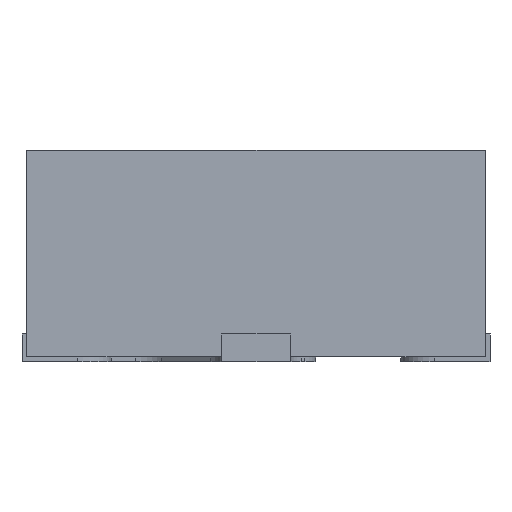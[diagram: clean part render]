
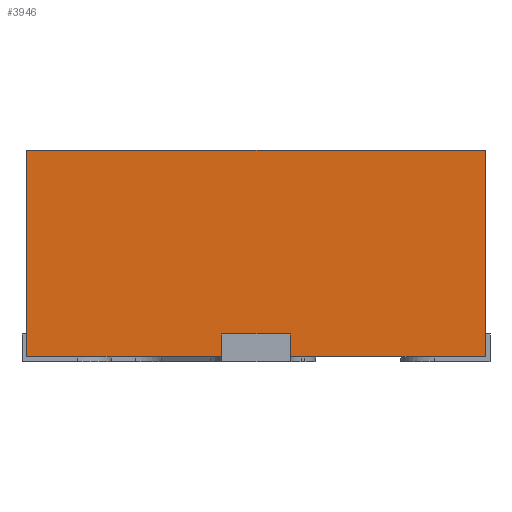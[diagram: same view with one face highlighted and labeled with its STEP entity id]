
A CAD part, front view. The second image highlights one B-rep face of the part: STEP entity #3946.
In plain terms, the highlighted planar face has unit normal (0, -1, 0).
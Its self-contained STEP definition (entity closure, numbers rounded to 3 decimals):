
#56 = LINE ( 'NONE', #2753, #796 ) ;
#154 = CARTESIAN_POINT ( 'NONE',  ( -0.075, -0.5, 0. ) ) ;
#243 = VERTEX_POINT ( 'NONE', #3376 ) ;
#248 = ORIENTED_EDGE ( 'NONE', *, *, #3629, .T. ) ;
#317 = ORIENTED_EDGE ( 'NONE', *, *, #1347, .T. ) ;
#337 = LINE ( 'NONE', #1452, #3423 ) ;
#367 = EDGE_CURVE ( 'NONE', #3016, #2414, #1021, .T. ) ;
#369 = VECTOR ( 'NONE', #1086, 1000. ) ;
#389 = DIRECTION ( 'NONE',  ( 1., 0., 0. ) ) ;
#411 = DIRECTION ( 'NONE',  ( 1., 0., 0. ) ) ;
#491 = CARTESIAN_POINT ( 'NONE',  ( -0.5, -0.5, 0. ) ) ;
#498 = VECTOR ( 'NONE', #1958, 1000. ) ;
#507 = DIRECTION ( 'NONE',  ( 0., 0., -1. ) ) ;
#628 = PLANE ( 'NONE',  #747 ) ;
#719 = LINE ( 'NONE', #1340, #2595 ) ;
#747 = AXIS2_PLACEMENT_3D ( 'NONE', #3451, #3430, #1234 ) ;
#796 = VECTOR ( 'NONE', #2732, 1000. ) ;
#865 = ORIENTED_EDGE ( 'NONE', *, *, #3748, .F. ) ;
#884 = VERTEX_POINT ( 'NONE', #2656 ) ;
#1015 = VECTOR ( 'NONE', #389, 1000. ) ;
#1021 = LINE ( 'NONE', #2853, #498 ) ;
#1051 = LINE ( 'NONE', #491, #369 ) ;
#1086 = DIRECTION ( 'NONE',  ( 1., 0., 0. ) ) ;
#1128 = CARTESIAN_POINT ( 'NONE',  ( -0.075, -0.5, 0.05 ) ) ;
#1132 = ORIENTED_EDGE ( 'NONE', *, *, #2909, .F. ) ;
#1161 = EDGE_CURVE ( 'NONE', #3273, #1661, #719, .T. ) ;
#1234 = DIRECTION ( 'NONE',  ( 0., 0., 1. ) ) ;
#1340 = CARTESIAN_POINT ( 'NONE',  ( -0.5, -0.5, 0. ) ) ;
#1347 = EDGE_CURVE ( 'NONE', #884, #3273, #2692, .T. ) ;
#1438 = ORIENTED_EDGE ( 'NONE', *, *, #367, .T. ) ;
#1452 = CARTESIAN_POINT ( 'NONE',  ( -0.075, -0.5, 0.05 ) ) ;
#1562 = EDGE_CURVE ( 'NONE', #3730, #3016, #56, .T. ) ;
#1603 = CARTESIAN_POINT ( 'NONE',  ( 0.5, -0.5, 0.45 ) ) ;
#1661 = VERTEX_POINT ( 'NONE', #154 ) ;
#1768 = CARTESIAN_POINT ( 'NONE',  ( 0.5, -0.5, 0.45 ) ) ;
#1853 = DIRECTION ( 'NONE',  ( 0., 0., -1. ) ) ;
#1958 = DIRECTION ( 'NONE',  ( 0., 0., -1. ) ) ;
#2067 = DIRECTION ( 'NONE',  ( 0., 0., -1. ) ) ;
#2094 = VECTOR ( 'NONE', #2067, 1000. ) ;
#2102 = EDGE_CURVE ( 'NONE', #3730, #1661, #337, .T. ) ;
#2165 = LINE ( 'NONE', #2496, #1015 ) ;
#2328 = CARTESIAN_POINT ( 'NONE',  ( 0.075, -0.5, 0.05 ) ) ;
#2378 = LINE ( 'NONE', #1768, #2094 ) ;
#2414 = VERTEX_POINT ( 'NONE', #3068 ) ;
#2492 = FACE_OUTER_BOUND ( 'NONE', #2646, .T. ) ;
#2496 = CARTESIAN_POINT ( 'NONE',  ( -0.5, -0.5, 0.45 ) ) ;
#2595 = VECTOR ( 'NONE', #411, 1000. ) ;
#2646 = EDGE_LOOP ( 'NONE', ( #3329, #2705, #2846, #1438, #248, #865, #1132, #317 ) ) ;
#2656 = CARTESIAN_POINT ( 'NONE',  ( -0.5, -0.5, 0.45 ) ) ;
#2692 = LINE ( 'NONE', #3281, #3190 ) ;
#2705 = ORIENTED_EDGE ( 'NONE', *, *, #2102, .F. ) ;
#2732 = DIRECTION ( 'NONE',  ( 1., 0., 0. ) ) ;
#2753 = CARTESIAN_POINT ( 'NONE',  ( 0., -0.5, 0.05 ) ) ;
#2846 = ORIENTED_EDGE ( 'NONE', *, *, #1562, .T. ) ;
#2853 = CARTESIAN_POINT ( 'NONE',  ( 0.075, -0.5, 0.05 ) ) ;
#2888 = VERTEX_POINT ( 'NONE', #1603 ) ;
#2909 = EDGE_CURVE ( 'NONE', #884, #2888, #2165, .T. ) ;
#3016 = VERTEX_POINT ( 'NONE', #2328 ) ;
#3068 = CARTESIAN_POINT ( 'NONE',  ( 0.075, -0.5, 0. ) ) ;
#3190 = VECTOR ( 'NONE', #507, 1000. ) ;
#3227 = CARTESIAN_POINT ( 'NONE',  ( -0.5, -0.5, 0. ) ) ;
#3273 = VERTEX_POINT ( 'NONE', #3227 ) ;
#3281 = CARTESIAN_POINT ( 'NONE',  ( -0.5, -0.5, 0.45 ) ) ;
#3329 = ORIENTED_EDGE ( 'NONE', *, *, #1161, .T. ) ;
#3376 = CARTESIAN_POINT ( 'NONE',  ( 0.5, -0.5, 0. ) ) ;
#3423 = VECTOR ( 'NONE', #1853, 1000. ) ;
#3430 = DIRECTION ( 'NONE',  ( 0., 1., 0. ) ) ;
#3451 = CARTESIAN_POINT ( 'NONE',  ( -0.5, -0.5, 0.45 ) ) ;
#3629 = EDGE_CURVE ( 'NONE', #2414, #243, #1051, .T. ) ;
#3730 = VERTEX_POINT ( 'NONE', #1128 ) ;
#3748 = EDGE_CURVE ( 'NONE', #2888, #243, #2378, .T. ) ;
#3946 = ADVANCED_FACE ( 'NONE', ( #2492 ), #628, .F. ) ;
